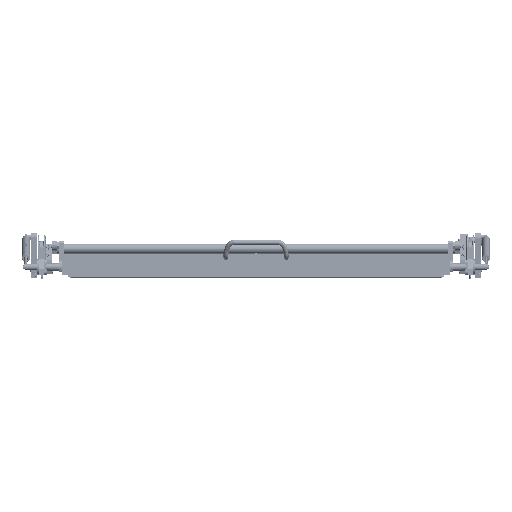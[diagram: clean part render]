
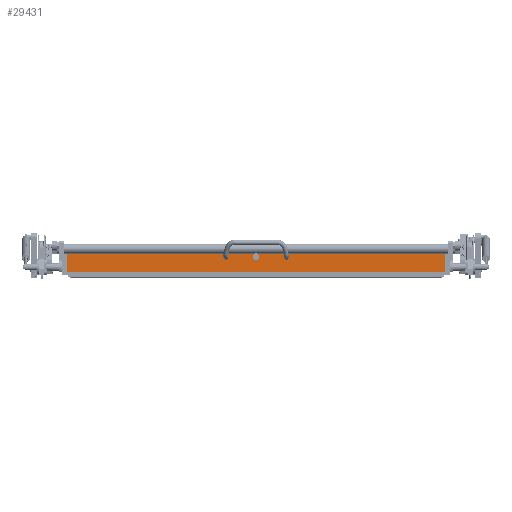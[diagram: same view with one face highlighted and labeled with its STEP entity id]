
A CAD part, top view. The second image highlights one B-rep face of the part: STEP entity #29431.
In plain terms, the highlighted planar face has unit normal (0, 0, 1).
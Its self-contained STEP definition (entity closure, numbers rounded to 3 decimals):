
#618 = CARTESIAN_POINT ( 'NONE',  ( 313.35, 28., 0. ) ) ;
#1918 = CARTESIAN_POINT ( 'NONE',  ( 752.2, 35., 0. ) ) ;
#4163 = VECTOR ( 'NONE', #44245, 1000. ) ;
#4506 = DIRECTION ( 'NONE',  ( -1., 0., 0. ) ) ;
#5351 = CARTESIAN_POINT ( 'NONE',  ( 0., 35., 0. ) ) ;
#5706 = LINE ( 'NONE', #87350, #86717 ) ;
#10950 = CARTESIAN_POINT ( 'NONE',  ( 371.85, 29.5, 0. ) ) ;
#11490 = DIRECTION ( 'NONE',  ( -1., 0., 0. ) ) ;
#11673 = PLANE ( 'NONE',  #35857 ) ;
#12053 = EDGE_CURVE ( 'NONE', #41717, #14975, #80497, .T. ) ;
#13258 = DIRECTION ( 'NONE',  ( -1., 0., 0. ) ) ;
#14975 = VERTEX_POINT ( 'NONE', #31061 ) ;
#15031 = EDGE_LOOP ( 'NONE', ( #77612, #33591 ) ) ;
#15321 = DIRECTION ( 'NONE',  ( 0., 0., 1. ) ) ;
#18091 = LINE ( 'NONE', #97231, #47641 ) ;
#18856 = EDGE_CURVE ( 'NONE', #23520, #21700, #36215, .T. ) ;
#19491 = EDGE_CURVE ( 'NONE', #88366, #52405, #18091, .T. ) ;
#20012 = DIRECTION ( 'NONE',  ( 0., 0., 1. ) ) ;
#20079 = FACE_BOUND ( 'NONE', #81975, .T. ) ;
#20880 = DIRECTION ( 'NONE',  ( 0., 0., -1. ) ) ;
#21204 = ORIENTED_EDGE ( 'NONE', *, *, #18856, .T. ) ;
#21700 = VERTEX_POINT ( 'NONE', #5351 ) ;
#23520 = VERTEX_POINT ( 'NONE', #1918 ) ;
#26529 = CARTESIAN_POINT ( 'NONE',  ( 0., 35., 0. ) ) ;
#26849 = CARTESIAN_POINT ( 'NONE',  ( 436.1, 28., 0. ) ) ;
#27846 = DIRECTION ( 'NONE',  ( -1., 0., 0. ) ) ;
#28056 = VERTEX_POINT ( 'NONE', #618 ) ;
#29431 = ADVANCED_FACE ( 'NONE', ( #20079, #34958, #50318, #64120 ), #11673, .F. ) ;
#29921 = ORIENTED_EDGE ( 'NONE', *, *, #12053, .T. ) ;
#31061 = CARTESIAN_POINT ( 'NONE',  ( 438.85, 28., 0. ) ) ;
#32964 = CARTESIAN_POINT ( 'NONE',  ( 376.1, 29.5, 0. ) ) ;
#33591 = ORIENTED_EDGE ( 'NONE', *, *, #81858, .F. ) ;
#34958 = FACE_BOUND ( 'NONE', #38547, .T. ) ;
#35857 = AXIS2_PLACEMENT_3D ( 'NONE', #26529, #65086, #65583 ) ;
#36215 = LINE ( 'NONE', #66338, #53859 ) ;
#37643 = CIRCLE ( 'NONE', #47100, 2.75 ) ;
#38547 = EDGE_LOOP ( 'NONE', ( #51576, #59312 ) ) ;
#41717 = VERTEX_POINT ( 'NONE', #75342 ) ;
#44245 = DIRECTION ( 'NONE',  ( 0., 1., 0. ) ) ;
#46318 = CIRCLE ( 'NONE', #87281, 4.25 ) ;
#46461 = CARTESIAN_POINT ( 'NONE',  ( 318.85, 28., 0. ) ) ;
#47100 = AXIS2_PLACEMENT_3D ( 'NONE', #69912, #79311, #11490 ) ;
#47641 = VECTOR ( 'NONE', #89318, 1000. ) ;
#48115 = EDGE_LOOP ( 'NONE', ( #63763, #54920, #93893, #21204 ) ) ;
#49624 = CIRCLE ( 'NONE', #63772, 2.75 ) ;
#50318 = FACE_BOUND ( 'NONE', #15031, .T. ) ;
#51126 = AXIS2_PLACEMENT_3D ( 'NONE', #26849, #87189, #63929 ) ;
#51576 = ORIENTED_EDGE ( 'NONE', *, *, #88828, .T. ) ;
#51662 = AXIS2_PLACEMENT_3D ( 'NONE', #74277, #15321, #66801 ) ;
#51692 = EDGE_CURVE ( 'NONE', #79400, #28056, #49624, .T. ) ;
#52405 = VERTEX_POINT ( 'NONE', #89433 ) ;
#52826 = EDGE_CURVE ( 'NONE', #14975, #41717, #93725, .T. ) ;
#53859 = VECTOR ( 'NONE', #4506, 1000. ) ;
#54920 = ORIENTED_EDGE ( 'NONE', *, *, #19491, .T. ) ;
#58346 = CARTESIAN_POINT ( 'NONE',  ( 316.1, 28., 0. ) ) ;
#59138 = DIRECTION ( 'NONE',  ( 0., -1., 0. ) ) ;
#59312 = ORIENTED_EDGE ( 'NONE', *, *, #51692, .T. ) ;
#63763 = ORIENTED_EDGE ( 'NONE', *, *, #80486, .T. ) ;
#63772 = AXIS2_PLACEMENT_3D ( 'NONE', #58346, #72687, #13258 ) ;
#63929 = DIRECTION ( 'NONE',  ( -1., 0., 0. ) ) ;
#63942 = ORIENTED_EDGE ( 'NONE', *, *, #52826, .T. ) ;
#64050 = DIRECTION ( 'NONE',  ( 1., 0., 0. ) ) ;
#64120 = FACE_OUTER_BOUND ( 'NONE', #48115, .T. ) ;
#65086 = DIRECTION ( 'NONE',  ( 0., 0., -1. ) ) ;
#65583 = DIRECTION ( 'NONE',  ( -1., 0., 0. ) ) ;
#66247 = AXIS2_PLACEMENT_3D ( 'NONE', #88679, #20880, #27846 ) ;
#66338 = CARTESIAN_POINT ( 'NONE',  ( 0., 35., 0. ) ) ;
#66801 = DIRECTION ( 'NONE',  ( 1., 0., 0. ) ) ;
#69912 = CARTESIAN_POINT ( 'NONE',  ( 316.1, 28., 0. ) ) ;
#71581 = EDGE_CURVE ( 'NONE', #77236, #95893, #83197, .T. ) ;
#72687 = DIRECTION ( 'NONE',  ( 0., 0., -1. ) ) ;
#73658 = EDGE_CURVE ( 'NONE', #52405, #23520, #97628, .T. ) ;
#74277 = CARTESIAN_POINT ( 'NONE',  ( 376.1, 29.5, 0. ) ) ;
#74412 = CARTESIAN_POINT ( 'NONE',  ( 752.2, 0., 0. ) ) ;
#75342 = CARTESIAN_POINT ( 'NONE',  ( 433.35, 28., 0. ) ) ;
#77236 = VERTEX_POINT ( 'NONE', #85355 ) ;
#77612 = ORIENTED_EDGE ( 'NONE', *, *, #71581, .F. ) ;
#79311 = DIRECTION ( 'NONE',  ( 0., 0., -1. ) ) ;
#79400 = VERTEX_POINT ( 'NONE', #46461 ) ;
#80486 = EDGE_CURVE ( 'NONE', #21700, #88366, #5706, .T. ) ;
#80497 = CIRCLE ( 'NONE', #66247, 2.75 ) ;
#81858 = EDGE_CURVE ( 'NONE', #95893, #77236, #46318, .T. ) ;
#81975 = EDGE_LOOP ( 'NONE', ( #29921, #63942 ) ) ;
#83197 = CIRCLE ( 'NONE', #51662, 4.25 ) ;
#85355 = CARTESIAN_POINT ( 'NONE',  ( 380.35, 29.5, 0. ) ) ;
#86717 = VECTOR ( 'NONE', #59138, 1000. ) ;
#87189 = DIRECTION ( 'NONE',  ( 0., 0., -1. ) ) ;
#87281 = AXIS2_PLACEMENT_3D ( 'NONE', #32964, #20012, #64050 ) ;
#87350 = CARTESIAN_POINT ( 'NONE',  ( 0., 0., 0. ) ) ;
#88366 = VERTEX_POINT ( 'NONE', #92341 ) ;
#88679 = CARTESIAN_POINT ( 'NONE',  ( 436.1, 28., 0. ) ) ;
#88828 = EDGE_CURVE ( 'NONE', #28056, #79400, #37643, .T. ) ;
#89318 = DIRECTION ( 'NONE',  ( 1., 0., 0. ) ) ;
#89433 = CARTESIAN_POINT ( 'NONE',  ( 752.2, 0., 0. ) ) ;
#92341 = CARTESIAN_POINT ( 'NONE',  ( 0., 0., 0. ) ) ;
#93725 = CIRCLE ( 'NONE', #51126, 2.75 ) ;
#93893 = ORIENTED_EDGE ( 'NONE', *, *, #73658, .T. ) ;
#95893 = VERTEX_POINT ( 'NONE', #10950 ) ;
#97231 = CARTESIAN_POINT ( 'NONE',  ( 0., 0., 0. ) ) ;
#97628 = LINE ( 'NONE', #74412, #4163 ) ;
